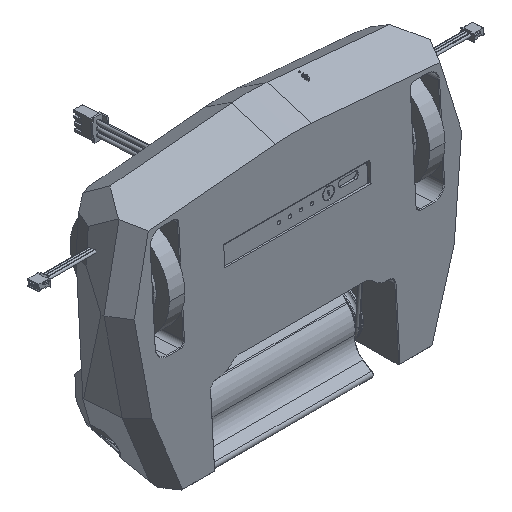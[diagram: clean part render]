
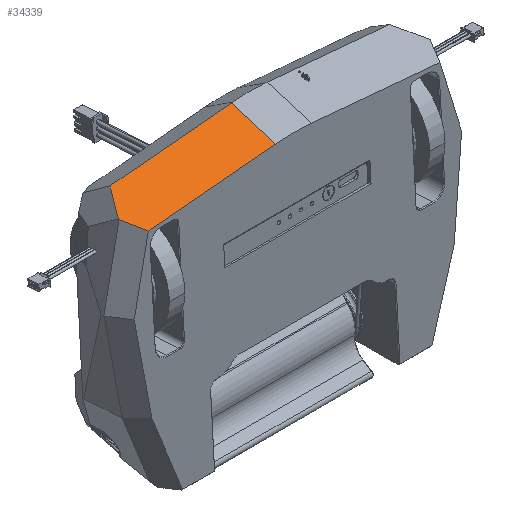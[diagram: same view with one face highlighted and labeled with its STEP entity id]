
A CAD part, isometric view. The second image highlights one B-rep face of the part: STEP entity #34339.
In plain terms, the highlighted face is planar.
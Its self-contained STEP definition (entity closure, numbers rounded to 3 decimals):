
#29013=DIRECTION('',(-0.093,-0.932,-0.349));
#29014=VECTOR('',#29013,0.399);
#29015=CARTESIAN_POINT('',(-70.541,9.032,
7.09));
#29016=LINE('',#29015,#29014);
#29017=DIRECTION('',(-0.996,0.,-0.087));
#29018=VECTOR('',#29017,55.417);
#29019=CARTESIAN_POINT('',(-8.19,19.701,
16.443));
#29020=LINE('',#29019,#29018);
#29021=DIRECTION('',(0.,0.939,0.343));
#29022=VECTOR('',#29021,20.975);
#29023=CARTESIAN_POINT('',(-8.19,0.,9.245));
#29024=LINE('',#29023,#29022);
#29065=DIRECTION('',(-0.996,0.,-0.087));
#29066=VECTOR('',#29065,58.177);
#29067=CARTESIAN_POINT('',(-8.19,0.,9.245));
#29068=LINE('',#29067,#29066);
#29630=DIRECTION('',(0.525,0.784,0.332));
#29631=VECTOR('',#29630,13.613);
#29632=CARTESIAN_POINT('',(-70.541,9.032,
7.09));
#29633=LINE('',#29632,#29631);
#32355=DIRECTION('',(-0.438,0.856,0.274));
#32356=VECTOR('',#32355,10.117);
#32357=CARTESIAN_POINT('',(-66.146,0.,4.175));
#32358=LINE('',#32357,#32356);
#32781=CARTESIAN_POINT('',(-8.19,19.701,
16.443));
#32782=CARTESIAN_POINT('',(-63.396,19.701,
11.613));
#32783=VERTEX_POINT('',#32781);
#32784=VERTEX_POINT('',#32782);
#32937=CARTESIAN_POINT('',(-66.146,0.,4.175));
#32938=VERTEX_POINT('',#32937);
#33230=CARTESIAN_POINT('',(-70.578,8.66,
6.951));
#33231=VERTEX_POINT('',#33230);
#33234=CARTESIAN_POINT('',(-70.541,9.032,
7.09));
#33236=VERTEX_POINT('',#33234);
#33311=CARTESIAN_POINT('',(-8.19,0.,9.245));
#33312=VERTEX_POINT('',#33311);
#34321=CARTESIAN_POINT('',(-68.692,27.475,
13.99));
#34322=DIRECTION('',(0.082,0.342,-0.936));
#34323=DIRECTION('',(0.996,0.,0.087));
#34324=AXIS2_PLACEMENT_3D('',#34321,#34322,#34323);
#34325=PLANE('',#34324);
#34327=ORIENTED_EDGE('',*,*,#34326,.T.);
#34329=ORIENTED_EDGE('',*,*,#34328,.T.);
#34330=ORIENTED_EDGE('',*,*,#34307,.F.);
#34332=ORIENTED_EDGE('',*,*,#34331,.T.);
#34334=ORIENTED_EDGE('',*,*,#34333,.F.);
#34336=ORIENTED_EDGE('',*,*,#34335,.F.);
#34337=EDGE_LOOP('',(#34327,#34329,#34330,#34332,#34334,#34336));
#34338=FACE_OUTER_BOUND('',#34337,.F.);
#34307=EDGE_CURVE('',#33236,#33231,#29016,.T.);
#34326=EDGE_CURVE('',#33312,#32938,#29068,.T.);
#34328=EDGE_CURVE('',#32938,#33231,#32358,.T.);
#34331=EDGE_CURVE('',#33236,#32784,#29633,.T.);
#34333=EDGE_CURVE('',#32783,#32784,#29020,.T.);
#34335=EDGE_CURVE('',#33312,#32783,#29024,.T.);
#34339=ADVANCED_FACE('',(#34338),#34325,.F.);
